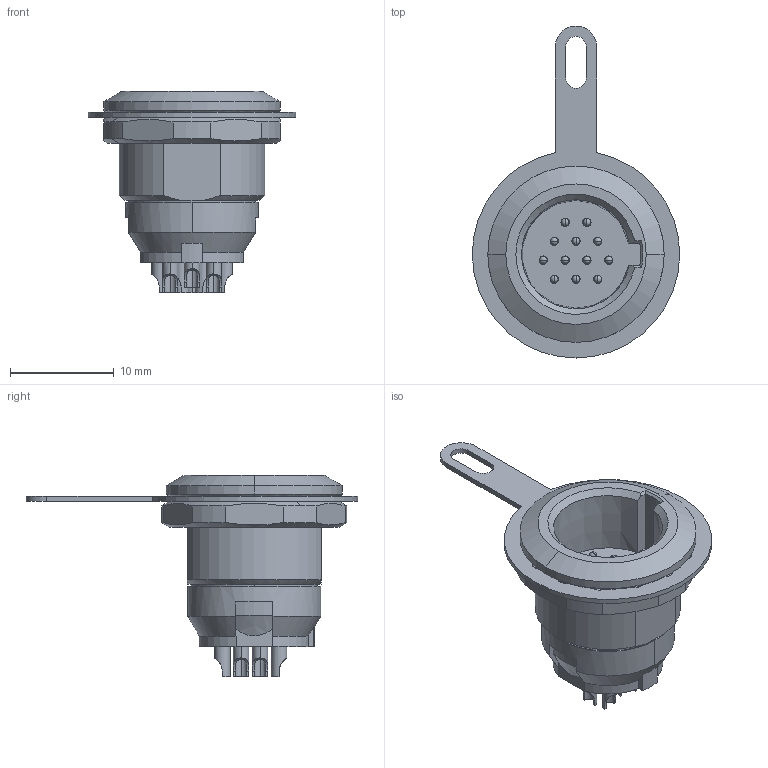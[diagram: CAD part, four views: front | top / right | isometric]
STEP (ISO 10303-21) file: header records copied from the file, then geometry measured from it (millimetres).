
FILE_DESCRIPTION((''),'2;1');
FILE_NAME('MOD00037081','2024-03-04T09:58:11',('phk'),(''),'CREO PARAMETRIC BY PTC INC, 2021184','CREO PARAMETRIC BY PTC INC, 2021184','');
FILE_SCHEMA(('AP242_MANAGED_MODEL_BASED_3D_ENGINEERING_MIM_LF { 1 0 10303 442 1 1 4 }'));
Length unit declared in the file: millimetre
Products named in the file (1): MOD00037081
Bounding box: 20 x 32 x 19.4 mm (x, y, z)
Volume: 2038.4 mm3; surface area: 2206.7 mm2
Topology: 1 solids, 2 shells, 358 faces, 1045 edges, 638 vertices
Faces by surface type: plane 140, cylinder 130, cone 64, sphere 24
Entity records: 15175 total; most frequent: CARTESIAN_POINT 3149, DIRECTION 2099, ORIENTED_EDGE 2042, EDGE_CURVE 1021, AXIS2_PLACEMENT_3D 832, VERTEX_POINT 638, CIRCLE 459, VECTOR 435
